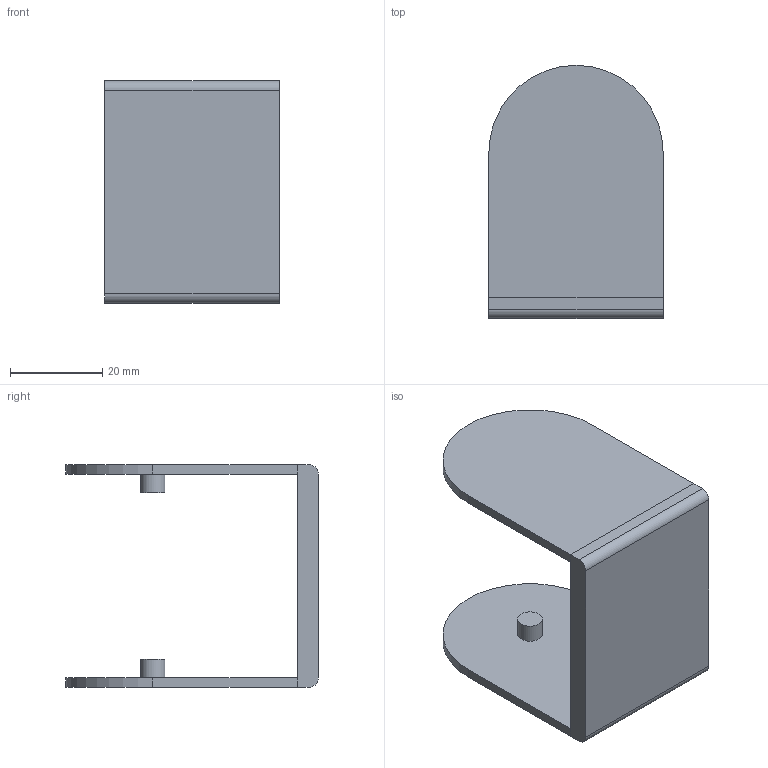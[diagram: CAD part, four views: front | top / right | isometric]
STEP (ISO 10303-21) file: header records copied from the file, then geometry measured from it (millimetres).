
FILE_DESCRIPTION(/* description */ (''),/* implementation_level */ '2;1');
FILE_NAME(/* name */ 'Rondelhalter',/* time_stamp */ '2024-11-16T20:42:51+01:00',/* author */ (''),/* organization */ (''),/* preprocessor_version */ 'ST-DEVELOPER v19.2',/* originating_system */ 'Rhino 8.13',/* authorisation */ '');
FILE_SCHEMA (('CONFIG_CONTROL_DESIGN'));
Length unit declared in the file: millimetre
Products named in the file (1): Document
Bounding box: 37.73 x 54.75 x 48.13 mm (x, y, z)
Volume: 14212.5 mm3; surface area: 12886.6 mm2
Topology: 1 solids, 1 shells, 56 faces, 118 edges, 68 vertices
Faces by surface type: plane 26, cylinder 18, bspline 12
Full cylindrical faces by diameter (mm): 5.338 x2
Entity records: 1710 total; most frequent: CARTESIAN_POINT 618, ORIENTED_EDGE 236, DIRECTION 128, EDGE_CURVE 118, AXIS2_PLACEMENT_3D 86, B_SPLINE_CURVE_WITH_KNOTS 74, VERTEX_POINT 68, EDGE_LOOP 60
